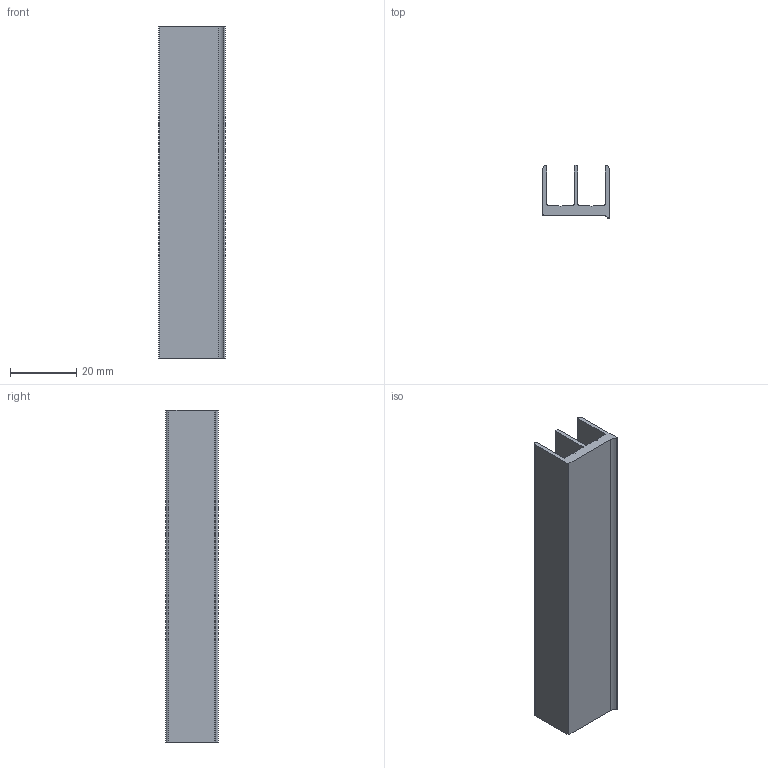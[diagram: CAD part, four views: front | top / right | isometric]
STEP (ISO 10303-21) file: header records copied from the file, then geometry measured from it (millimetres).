
FILE_DESCRIPTION(('STEP AP203'),'2;1');
FILE_NAME('XB26521.stp','2011-03-21T16:29:15',(''),(''),'2009.3.110','THINKDESIGN','');
FILE_SCHEMA(('CONFIG_CONTROL_DESIGN'));
Length unit declared in the file: millimetre
Bounding box: 20 x 15.94 x 100 mm (x, y, z)
Volume: 10300.5 mm3; surface area: 12041.5 mm2
Topology: 1 solids, 1 shells, 31 faces, 87 edges, 58 vertices
Faces by surface type: plane 18, cylinder 13
Entity records: 1100 total; most frequent: CARTESIAN_POINT 176, DIRECTION 175, ORIENTED_EDGE 174, EDGE_CURVE 87, VECTOR 61, LINE 61, VERTEX_POINT 58, AXIS2_PLACEMENT_3D 57
